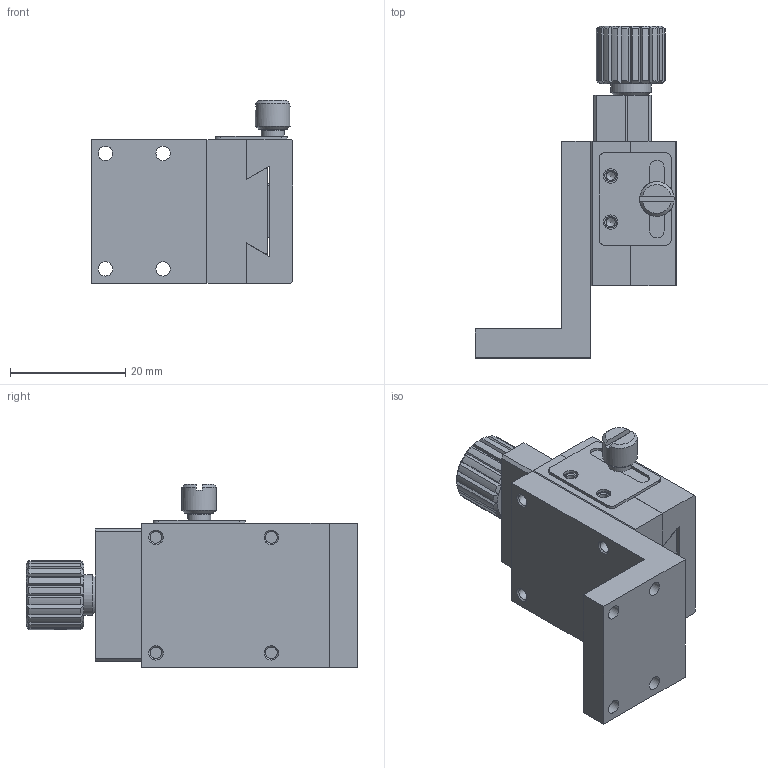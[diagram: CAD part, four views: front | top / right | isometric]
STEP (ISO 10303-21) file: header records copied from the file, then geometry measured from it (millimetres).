
FILE_DESCRIPTION (( 'STEP AP203' ), '1' );
FILE_NAME ('528805.STEP', '2024-10-15T05:49:33', ( 'Windows User' ), ( 'P R C' ), 'SwSTEP 2.0', 'SolidWorks 2020', '' );
FILE_SCHEMA (( 'CONFIG_CONTROL_DESIGN' ));
Length unit declared in the file: millimetre
Products named in the file (1): 528805
Bounding box: 35 x 57.5 x 31.77 mm (x, y, z)
Volume: 16893.2 mm3; surface area: 11931.2 mm2
Topology: 4 solids, 5 shells, 328 faces, 760 edges, 469 vertices
Faces by surface type: plane 148, cylinder 90, cone 89, bspline 1
Full cylindrical faces by diameter (mm): 1.567 x18, 2 x1, 2.013 x5, 2.2 x2, 2.459 x2, 2.5 x14, 3 x2, 4 x7, 4.2 x4, 6 x3, 7 x1
Entity records: 8631 total; most frequent: CARTESIAN_POINT 1697, DIRECTION 1437, ORIENTED_EDGE 1240, EDGE_CURVE 620, AXIS2_PLACEMENT_3D 583, EDGE_LOOP 495, VERTEX_POINT 433, FACE_OUTER_BOUND 387
